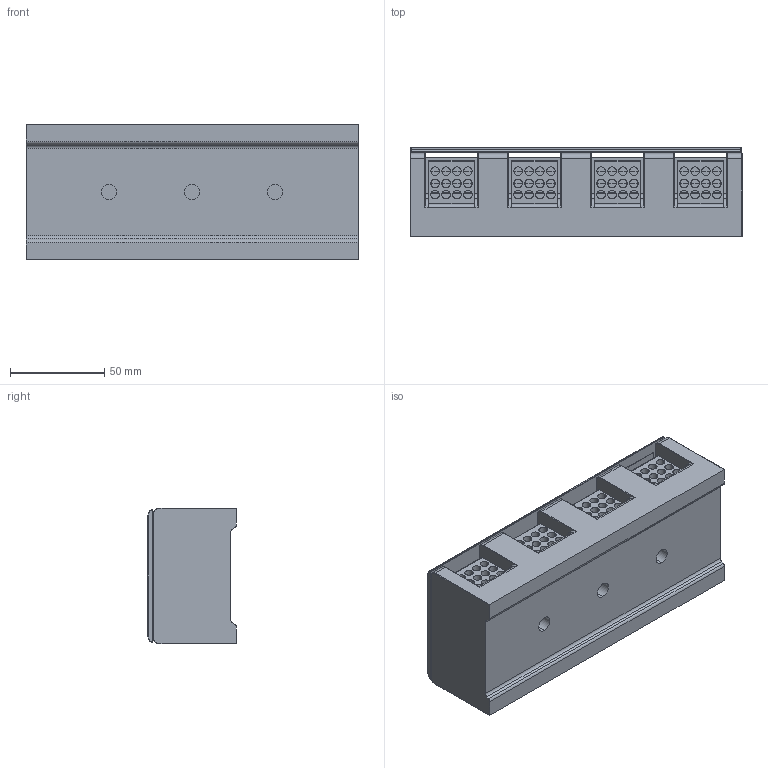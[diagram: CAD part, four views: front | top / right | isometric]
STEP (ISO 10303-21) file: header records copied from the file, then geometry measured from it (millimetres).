
FILE_DESCRIPTION((''),'2;1');
FILE_NAME('1212','2022-11-30T',('Administrator'),(''),'PRO/ENGINEER BY PARAMETRIC TECHNOLOGY CORPORATION, 2013230','PRO/ENGINEER BY PARAMETRIC TECHNOLOGY CORPORATION, 2013230','');
FILE_SCHEMA(('CONFIG_CONTROL_DESIGN'));
Products named in the file (1): 1212
Bounding box: 176 x 47 x 72 mm (x, y, z)
Volume: 390364.6 mm3; surface area: 121742.9 mm2
Topology: 1 solids, 1 shells, 2046 faces, 5716 edges, 3664 vertices
Faces by surface type: plane 1360, cylinder 470, bspline 132, torus 44, cone 24, sphere 16
Entity records: 86603 total; most frequent: CARTESIAN_POINT 22473, ORIENTED_EDGE 11384, DIRECTION 9855, EDGE_CURVE 5692, VECTOR 4247, LINE 4247, VERTEX_POINT 3664, AXIS2_PLACEMENT_3D 2804
